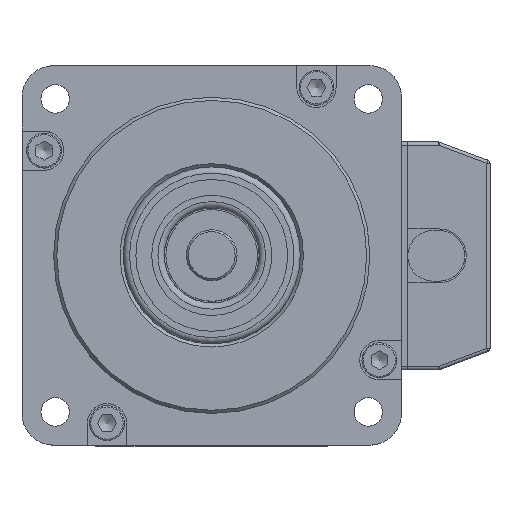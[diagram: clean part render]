
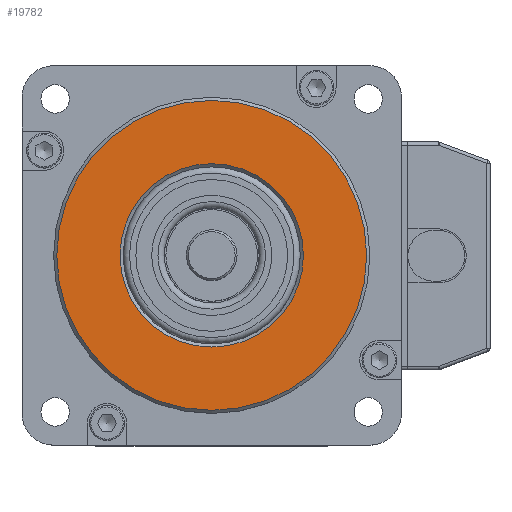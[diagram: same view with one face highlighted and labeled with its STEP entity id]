
A CAD part, top view. The second image highlights one B-rep face of the part: STEP entity #19782.
In plain terms, the highlighted planar face has unit normal (0, 0, 1).
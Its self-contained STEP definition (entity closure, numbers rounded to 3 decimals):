
#764=FACE_BOUND('',#2157,.T.);
#1015=FACE_OUTER_BOUND('',#2156,.T.);
#2156=EDGE_LOOP('',(#13045,#13046));
#2157=EDGE_LOOP('',(#13047));
#3429=CIRCLE('',#21078,24.5);
#3430=CIRCLE('',#21079,24.5);
#3431=CIRCLE('',#21080,14.5);
#7828=VERTEX_POINT('',#30379);
#7829=VERTEX_POINT('',#30380);
#7830=VERTEX_POINT('',#30383);
#9849=EDGE_CURVE('',#7828,#7829,#3429,.T.);
#9850=EDGE_CURVE('',#7829,#7828,#3430,.T.);
#9851=EDGE_CURVE('',#7830,#7830,#3431,.T.);
#13045=ORIENTED_EDGE('',*,*,#9849,.T.);
#13046=ORIENTED_EDGE('',*,*,#9850,.T.);
#13047=ORIENTED_EDGE('',*,*,#9851,.T.);
#18051=PLANE('',#21077);
#19782=ADVANCED_FACE('',(#1015,#764),#18051,.T.);
#21077=AXIS2_PLACEMENT_3D('',#30378,#23878,#23879);
#21078=AXIS2_PLACEMENT_3D('',#30381,#23880,#23881);
#21079=AXIS2_PLACEMENT_3D('',#30382,#23882,#23883);
#21080=AXIS2_PLACEMENT_3D('',#30384,#23884,#23885);
#23878=DIRECTION('center_axis',(0.,0.,1.));
#23879=DIRECTION('ref_axis',(0.,-1.,0.));
#23880=DIRECTION('center_axis',(0.,0.,1.));
#23881=DIRECTION('ref_axis',(0.,1.,0.));
#23882=DIRECTION('center_axis',(0.,0.,1.));
#23883=DIRECTION('ref_axis',(0.,1.,0.));
#23884=DIRECTION('center_axis',(0.,0.,-1.));
#23885=DIRECTION('ref_axis',(0.,-1.,0.));
#30378=CARTESIAN_POINT('Origin',(0.,0.,72.));
#30379=CARTESIAN_POINT('',(0.,-24.5,72.));
#30380=CARTESIAN_POINT('',(0.,24.5,72.));
#30381=CARTESIAN_POINT('Origin',(0.,0.,72.));
#30382=CARTESIAN_POINT('Origin',(0.,0.,72.));
#30383=CARTESIAN_POINT('',(0.,14.5,72.));
#30384=CARTESIAN_POINT('Origin',(0.,0.,72.));
